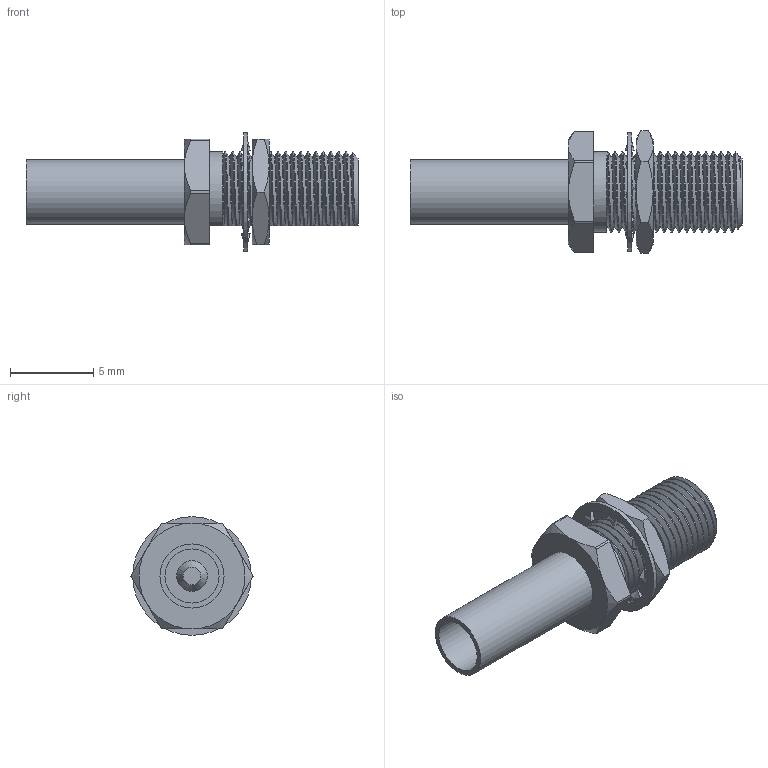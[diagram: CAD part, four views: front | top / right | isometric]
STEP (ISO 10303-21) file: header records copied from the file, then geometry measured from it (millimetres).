
FILE_DESCRIPTION (( 'STEP AP203' ), '1' );
FILE_NAME ('PE4887_3D.step', '2021-05-14T16:35:33', ( '' ), ( '' ), 'SwSTEP 2.0', 'SolidWorks 2020', '' );
FILE_SCHEMA (( 'CONFIG_CONTROL_DESIGN' ));
Length unit declared in the file: inch
Products named in the file (1): PE4887_3D
Bounding box: 19.91 x 7.33 x 7.11 mm (x, y, z)
Volume: 234.3 mm3; surface area: 717.5 mm2
Topology: 4 solids, 4 shells, 210 faces, 549 edges, 353 vertices
Faces by surface type: bspline 91, cylinder 57, plane 37, cone 24, torus 1
Full cylindrical faces by diameter (mm): 0.508 x1, 0.762 x1, 1.854 x1, 2.083 x1, 3.25 x1, 3.302 x1, 3.85 x1, 7.112 x1
Entity records: 33593 total; most frequent: CARTESIAN_POINT 29425, ORIENTED_EDGE 1070, DIRECTION 549, EDGE_CURVE 535, VERTEX_POINT 351, EDGE_LOOP 234, AXIS2_PLACEMENT_3D 227, B_SPLINE_CURVE_WITH_KNOTS 221
